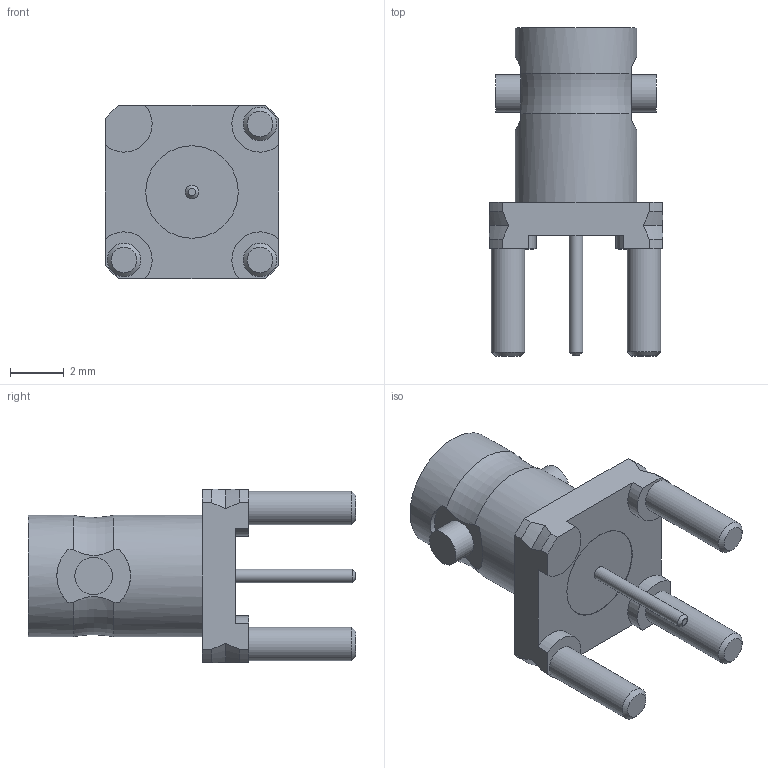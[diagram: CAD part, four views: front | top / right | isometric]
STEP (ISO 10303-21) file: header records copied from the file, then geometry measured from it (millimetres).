
FILE_DESCRIPTION (( 'STEP AP203' ), '1' );
FILE_NAME ('FMCN0016_3D.step', '2021-12-15T23:58:20', ( '' ), ( '' ), 'SwSTEP 2.0', 'SolidWorks 2021', '' );
FILE_SCHEMA (( 'CONFIG_CONTROL_DESIGN' ));
Length unit declared in the file: inch
Products named in the file (4): _HDBNC-J-P-XX-ST-TH1_PIN^HDBNC-J-P-GN-ST-TH1(2)_FMCN0016; _HDBNC-J-P-XX-ST-TH1_BODY^HDBNC-J-P-GN-ST-TH1(2)_FMCN0016; FMCN0016_3D; HDBNC-J-P-GN-ST-TH1(2)^FMCN0016
Assembly tree (3 placements, depth 3):
  FMCN0016_3D
    HDBNC-J-P-GN-ST-TH1(2)^FMCN0016
      _HDBNC-J-P-XX-ST-TH1_BODY^HDBNC-J-P-GN-ST-TH1(2)_FMCN0016
      _HDBNC-J-P-XX-ST-TH1_PIN^HDBNC-J-P-GN-ST-TH1(2)_FMCN0016
Bounding box: 6.5 x 12.25 x 6.5 mm (x, y, z)
Volume: 143.1 mm3; surface area: 383.7 mm2
Topology: 2 solids, 2 shells, 71 faces, 166 edges, 110 vertices
Faces by surface type: cylinder 30, plane 25, cone 14, torus 2
Full cylindrical faces by diameter (mm): 0.43 x1, 0.51 x1, 0.515 x1, 1.25 x3, 1.4 x2, 1.7 x2, 3.454 x1, 3.59 x1, 4.55 x2
Entity records: 2532 total; most frequent: CARTESIAN_POINT 574, DIRECTION 340, ORIENTED_EDGE 280, AXIS2_PLACEMENT_3D 146, EDGE_CURVE 140, EDGE_LOOP 104, VERTEX_POINT 104, FACE_OUTER_BOUND 85
